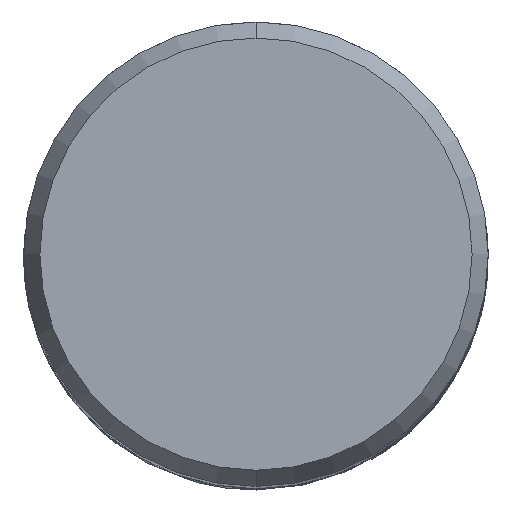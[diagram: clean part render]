
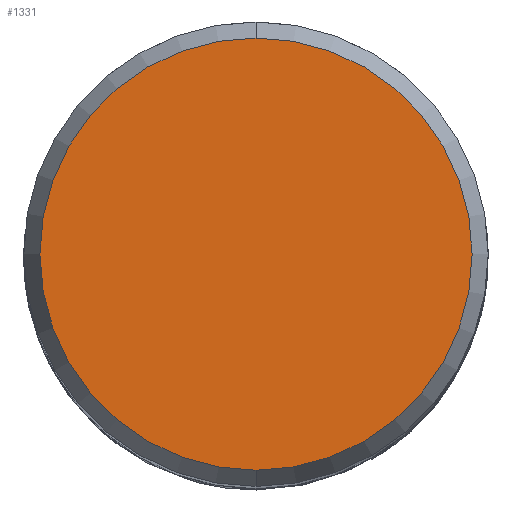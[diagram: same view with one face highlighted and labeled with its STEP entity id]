
A CAD part, top view. The second image highlights one B-rep face of the part: STEP entity #1331.
In plain terms, the highlighted planar face has unit normal (0, 0, 1).
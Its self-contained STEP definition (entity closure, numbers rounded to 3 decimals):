
#877=VERTEX_POINT('',#1835);
#1015=VERTEX_POINT('',#1984);
#1203=EDGE_CURVE('',#1015,#877,#2193,.T.);
#1331=ADVANCED_FACE('',(#2336),#2337,.T.);
#1351=EDGE_CURVE('',#877,#1015,#2357,.T.);
#1835=CARTESIAN_POINT('',(0.,-9.307,0.0));
#1984=CARTESIAN_POINT('',(0.0,9.307,0.0));
#2193=CIRCLE('',#13116,9.307);
#2336=FACE_OUTER_BOUND('',#14397,.T.);
#2337=PLANE('',#14398);
#2357=CIRCLE('',#14441,9.307);
#13116=AXIS2_PLACEMENT_3D('',#15996,#15997,#15998);
#14397=EDGE_LOOP('',(#16166,#16167));
#14398=AXIS2_PLACEMENT_3D('',#16168,#16169,#16170);
#14441=AXIS2_PLACEMENT_3D('',#16177,#16178,#16179);
#15996=CARTESIAN_POINT('',(0.0,0.0,0.0));
#15997=DIRECTION('',(0.0,0.0,-1.0));
#15998=DIRECTION('',(0.0,1.0,0.0));
#16166=ORIENTED_EDGE('',*,*,#1203,.F.);
#16167=ORIENTED_EDGE('',*,*,#1351,.F.);
#16168=CARTESIAN_POINT('',(0.0,4.654,0.0));
#16169=DIRECTION('',(-0.0,0.0,1.0));
#16170=DIRECTION('',(0.0,-1.0,0.0));
#16177=CARTESIAN_POINT('',(0.0,0.0,0.0));
#16178=DIRECTION('',(0.0,0.0,-1.0));
#16179=DIRECTION('',(0.0,1.0,0.0));
